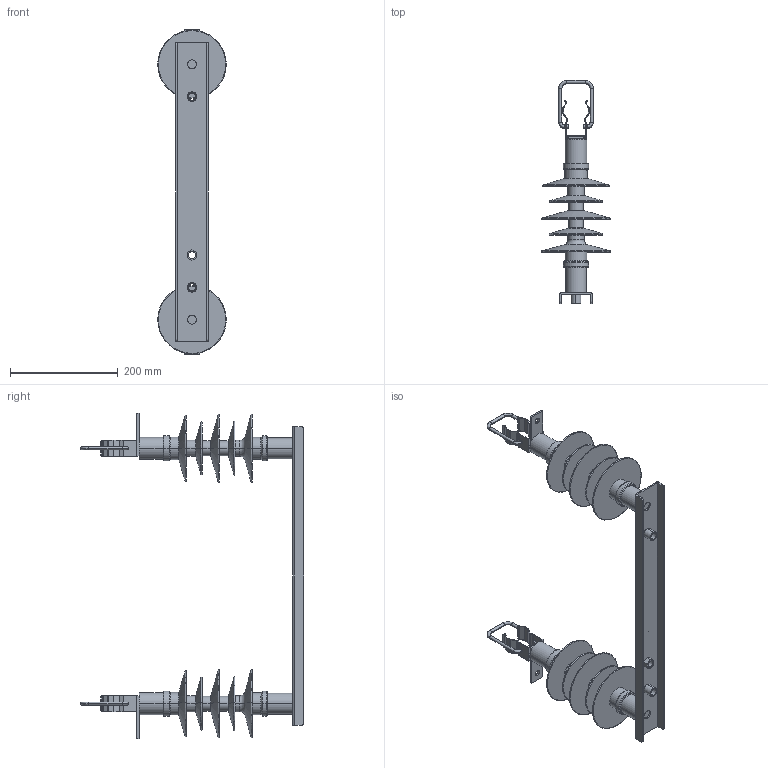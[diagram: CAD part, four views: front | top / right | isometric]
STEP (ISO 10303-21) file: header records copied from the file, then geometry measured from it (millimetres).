
FILE_DESCRIPTION((''),'2;1');
FILE_NAME('7_2KV-N_ASM','2022-02-18T08:16:44',('marketing.praksa'),('Audax d.o.o.'),'CREO PARAMETRIC BY PTC INC, 2021304','CREO PARAMETRIC BY PTC INC, 2021304','');
FILE_SCHEMA(('AP242_MANAGED_MODEL_BASED_3D_ENGINEERING_MIM_LF { 1 0 10303 442 1 1 4 }'));
Length unit declared in the file: millimetre
Products named in the file (12): PRT9571_1_1_2; ISOLATOR_24_KV_OUT_ASM; PRT9568_1_1_1_1_1; PRT9569_1_1_1_1; PRT9572_1_1_1_1; IN_OUT_CLIP_ASM_1_ASM; PRT9565_1_1_1; PRT9571_1_1_1_1_2_3; PRT9571_1_2_1_1_2; PRT9571_1_3_1_1_2; PRT9571_1_ASM_1_1_2_ASM; 7_2KV-N_ASM
Assembly tree (13 placements, depth 3):
  7_2KV-N_ASM
    ISOLATOR_24_KV_OUT_ASM  x2
      PRT9571_1_1_2
    IN_OUT_CLIP_ASM_1_ASM  x2
      PRT9568_1_1_1_1_1
      PRT9569_1_1_1_1
      PRT9572_1_1_1_1
    PRT9565_1_1_1
    PRT9571_1_ASM_1_1_2_ASM
      PRT9571_1_1_1_1_2_3
      PRT9571_1_2_1_1_2
      PRT9571_1_3_1_1_2
Bounding box: 127.29 x 415 x 606 mm (x, y, z)
Volume: 1455919.2 mm3; surface area: 413904.8 mm2
Topology: 12 solids, 12 shells, 512 faces, 1422 edges, 958 vertices
Faces by surface type: cylinder 200, plane 184, torus 104, cone 24
Entity records: 16026 total; most frequent: DIRECTION 2203, CARTESIAN_POINT 1978, ORIENTED_EDGE 1824, EDGE_CURVE 912, AXIS2_PLACEMENT_3D 879, PRESENTATION_STYLE_ASSIGNMENT 835, STYLED_ITEM 835, CURVE_STYLE 679
